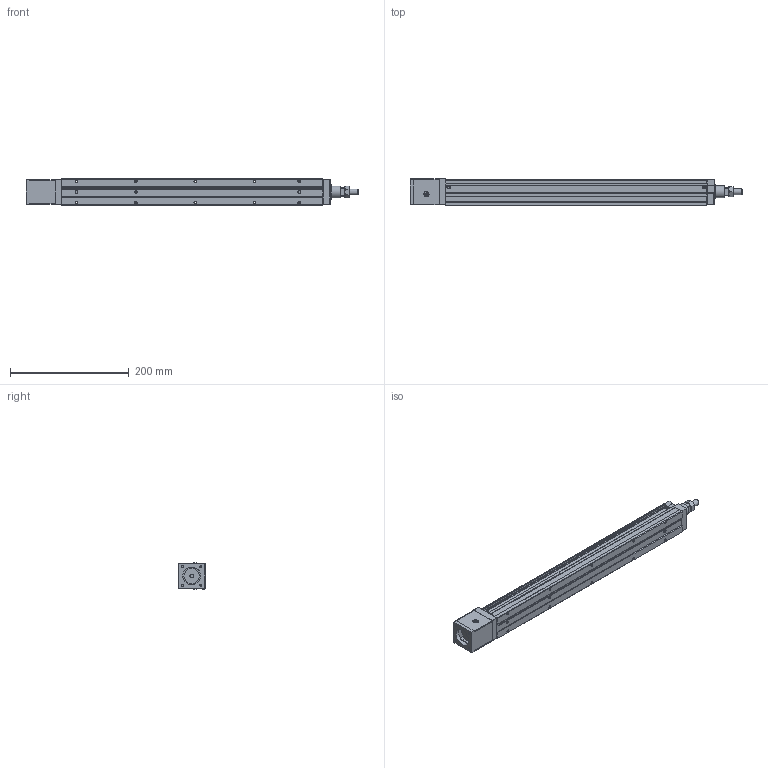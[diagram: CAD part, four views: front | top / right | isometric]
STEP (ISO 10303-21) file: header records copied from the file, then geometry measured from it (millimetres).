
FILE_DESCRIPTION(/* description */ ('STEP AP214'),/* implementation_level */ '2;1');
FILE_NAME(/* name */ 'EBR-04LE-00-120300NNN-AANN-FP1(0)',/* time_stamp */ '2025-06-06T04:04:09+02:00',/* author */ ('License CC BY-ND 4.0'),/* organization */ ('CADENAS'),/* preprocessor_version */ 'ST-DEVELOPER v19.3',/* originating_system */ 'PARTsolutions',/* authorisation */ ' ');
FILE_SCHEMA (('AUTOMOTIVE_DESIGN {1 0 10303 214 3 1 1}'));
Length unit declared in the file: millimetre
Products named in the file (8): EBR-04LE-00-120300NNN-AANN-FP1(0); EBR-04-300-BC-0001(0)_body; EBR-04-50-BC-0001(0)(1)_body1; EBR-04-300-BC-0001(0)_3; EBS-04BCA05_body6; EBS-04.BCA05_body5; EBR-04-300-BC-0001(0)_rod; EBR-04-300-BC-0001(0)_nut
Assembly tree (7 placements, depth 2):
  EBR-04LE-00-120300NNN-AANN-FP1(0)
    EBR-04-300-BC-0001(0)_body
    EBR-04-50-BC-0001(0)(1)_body1
    EBR-04-300-BC-0001(0)_3
    EBS-04BCA05_body6
    EBS-04.BCA05_body5
    EBR-04-300-BC-0001(0)_rod
    EBR-04-300-BC-0001(0)_nut
Bounding box: 559 x 46 x 44 mm (x, y, z)
Volume: 729803.4 mm3; surface area: 182846.9 mm2
Topology: 7 solids, 7 shells, 410 faces, 1001 edges, 647 vertices
Faces by surface type: plane 255, cylinder 112, cone 39, torus 4
Full cylindrical faces by diameter (mm): 3.242 x4, 3.4 x10, 3.5 x4, 3.6 x6, 4 x2, 5.5 x4, 5.7 x4, 6 x5, 7 x1, 8 x2, 8.647 x1, 9 x2, 10 x1, 20 x1, 20.5 x1, 24 x1, 24.5 x1, 25 x1, 26 x1, 30 x1, 30.2 x1
Entity records: 11769 total; most frequent: CARTESIAN_POINT 2067, DIRECTION 2006, ORIENTED_EDGE 1802, EDGE_CURVE 901, AXIS2_PLACEMENT_3D 717, VERTEX_POINT 636, LINE 572, VECTOR 572
